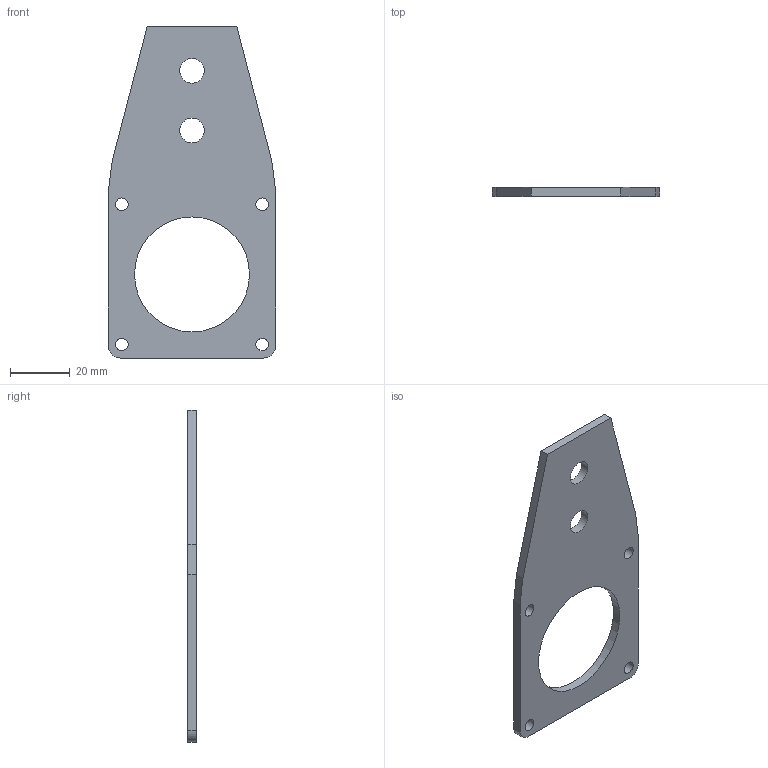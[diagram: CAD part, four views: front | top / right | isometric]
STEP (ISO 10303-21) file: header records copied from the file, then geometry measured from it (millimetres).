
FILE_DESCRIPTION((' '),'2;1');
FILE_NAME( 'Motor_Plate.stp', '2025-05-19T14:31:56', (' '), ('--- ---'), ' V2025.1 Dec 16 2024', ' 2025 (c)', ' ');
FILE_SCHEMA(('AP242_MANAGED_MODEL_BASED_3D_ENGINEERING_MIM_LF { 1 0 10303 442 1 1 4 }'));
Length unit declared in the file: millimetre
Products named in the file (1): Motor_Plate
Bounding box: 56 x 3 x 111.21 mm (x, y, z)
Volume: 12712.9 mm3; surface area: 10076.4 mm2
Topology: 1 solids, 1 shells, 19 faces, 51 edges, 34 vertices
Faces by surface type: plane 10, cylinder 9
Full cylindrical faces by diameter (mm): 4.2 x4, 8.25 x2, 38.5 x1
Entity records: 636 total; most frequent: DIRECTION 108, CARTESIAN_POINT 102, ORIENTED_EDGE 88, EDGE_CURVE 44, AXIS2_PLACEMENT_3D 41, EDGE_LOOP 40, VERTEX_POINT 34, VECTOR 26
